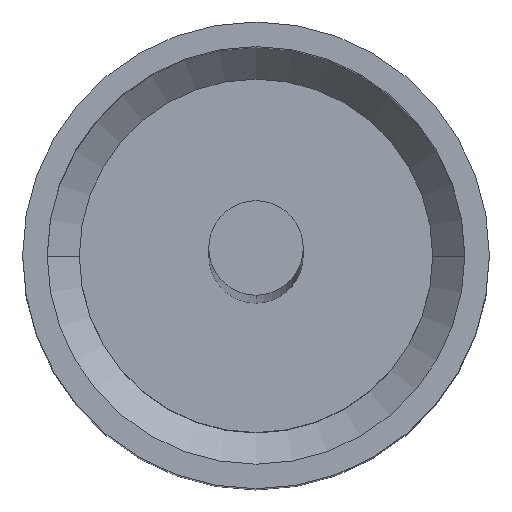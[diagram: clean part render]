
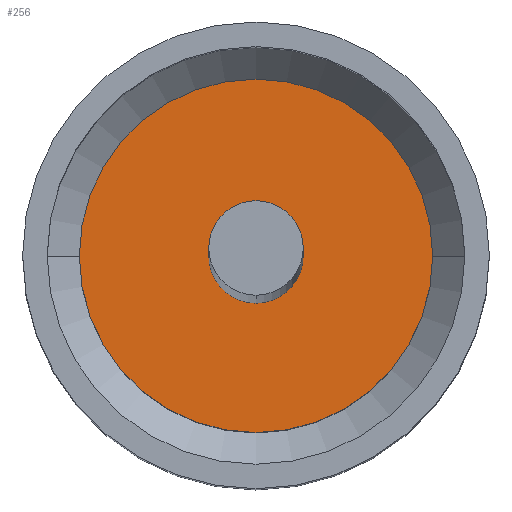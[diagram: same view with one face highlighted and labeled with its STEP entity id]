
A CAD part, top view. The second image highlights one B-rep face of the part: STEP entity #256.
In plain terms, the highlighted planar face has unit normal (0, 0, 1).
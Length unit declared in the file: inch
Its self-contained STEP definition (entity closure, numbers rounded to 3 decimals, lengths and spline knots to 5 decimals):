
#58 = CARTESIAN_POINT ( 'NONE',  ( 0., 0.025, 0.45 ) ) ;
#59 = CARTESIAN_POINT ( 'NONE',  ( 0., -0.025, 0.45 ) ) ;
#60 = CARTESIAN_POINT ( 'NONE',  ( -0.0935, 0., 0.45 ) ) ;
#61 = CARTESIAN_POINT ( 'NONE',  ( 0.0935, 0., 0.45 ) ) ;
#216 = EDGE_CURVE ( 'NONE', #772, #773, #381, .T. ) ;
#218 = EDGE_CURVE ( 'NONE', #774, #775, #503, .T. ) ;
#228 = EDGE_CURVE ( 'NONE', #775, #774, #1007, .T. ) ;
#230 = EDGE_CURVE ( 'NONE', #773, #772, #1008, .T. ) ;
#256 = ADVANCED_FACE ( 'NONE', ( #1043, #1046 ), #596, .T. ) ;
#285 = AXIS2_PLACEMENT_3D ( 'NONE', #460, #459, #458 ) ;
#287 = AXIS2_PLACEMENT_3D ( 'NONE', #454, #453, #452 ) ;
#293 = AXIS2_PLACEMENT_3D ( 'NONE', #425, #424, #423 ) ;
#294 = AXIS2_PLACEMENT_3D ( 'NONE', #421, #420, #419 ) ;
#316 = AXIS2_PLACEMENT_3D ( 'NONE', #597, #591, #590 ) ;
#381 = CIRCLE ( 'NONE', #285, 0.025 ) ;
#419 = DIRECTION ( 'NONE',  ( 0., 1., 0. ) ) ;
#420 = DIRECTION ( 'NONE',  ( 0., 0., 1. ) ) ;
#421 = CARTESIAN_POINT ( 'NONE',  ( 0., 0., 0.45 ) ) ;
#423 = DIRECTION ( 'NONE',  ( -1., 0., 0. ) ) ;
#424 = DIRECTION ( 'NONE',  ( 0., 0., 1. ) ) ;
#425 = CARTESIAN_POINT ( 'NONE',  ( 0., 0., 0.45 ) ) ;
#452 = DIRECTION ( 'NONE',  ( -1., 0., 0. ) ) ;
#453 = DIRECTION ( 'NONE',  ( 0., 0., 1. ) ) ;
#454 = CARTESIAN_POINT ( 'NONE',  ( 0., 0., 0.45 ) ) ;
#458 = DIRECTION ( 'NONE',  ( 0., 1., 0. ) ) ;
#459 = DIRECTION ( 'NONE',  ( 0., 0., 1. ) ) ;
#460 = CARTESIAN_POINT ( 'NONE',  ( 0., 0., 0.45 ) ) ;
#503 = CIRCLE ( 'NONE', #287, 0.0935 ) ;
#590 = DIRECTION ( 'NONE',  ( 1., 0., 0. ) ) ;
#591 = DIRECTION ( 'NONE',  ( 0., 0., 1. ) ) ;
#596 = PLANE ( 'NONE',  #316 ) ;
#597 = CARTESIAN_POINT ( 'NONE',  ( 0., 0., 0.45 ) ) ;
#772 = VERTEX_POINT ( 'NONE', #58 ) ;
#773 = VERTEX_POINT ( 'NONE', #59 ) ;
#774 = VERTEX_POINT ( 'NONE', #60 ) ;
#775 = VERTEX_POINT ( 'NONE', #61 ) ;
#917 = EDGE_LOOP ( 'NONE', ( #959, #960 ) ) ;
#919 = EDGE_LOOP ( 'NONE', ( #957, #958 ) ) ;
#957 = ORIENTED_EDGE ( 'NONE', *, *, #216, .F. ) ;
#958 = ORIENTED_EDGE ( 'NONE', *, *, #230, .F. ) ;
#959 = ORIENTED_EDGE ( 'NONE', *, *, #218, .T. ) ;
#960 = ORIENTED_EDGE ( 'NONE', *, *, #228, .T. ) ;
#1007 = CIRCLE ( 'NONE', #293, 0.0935 ) ;
#1008 = CIRCLE ( 'NONE', #294, 0.025 ) ;
#1043 = FACE_BOUND ( 'NONE', #919, .T. ) ;
#1046 = FACE_OUTER_BOUND ( 'NONE', #917, .T. ) ;
